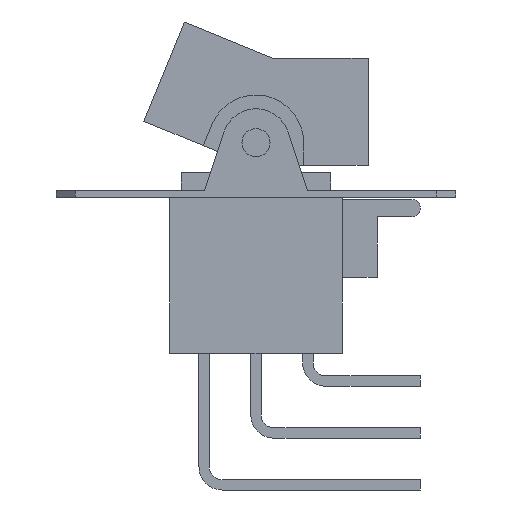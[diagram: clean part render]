
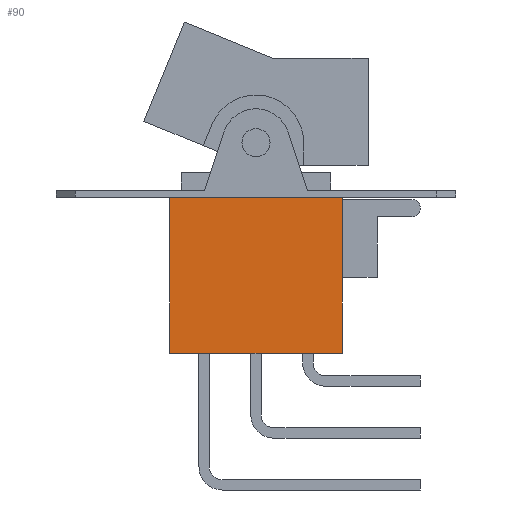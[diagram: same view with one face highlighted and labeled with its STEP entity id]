
A CAD part, left-side view. The second image highlights one B-rep face of the part: STEP entity #90.
In plain terms, the highlighted planar face has unit normal (-1, 0, 0).
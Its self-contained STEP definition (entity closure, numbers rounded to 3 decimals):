
#90=ADVANCED_FACE('',(#238),#239,.F.);
#238=FACE_OUTER_BOUND('',#441,.T.);
#239=PLANE('',#442);
#441=EDGE_LOOP('',(#932,#933,#934,#935));
#442=AXIS2_PLACEMENT_3D('',#936,#937,#938);
#932=ORIENTED_EDGE('',*,*,#1471,.F.);
#933=ORIENTED_EDGE('',*,*,#1472,.F.);
#934=ORIENTED_EDGE('',*,*,#1473,.F.);
#935=ORIENTED_EDGE('',*,*,#1392,.F.);
#936=CARTESIAN_POINT('',(-3.43,0.0,0.0));
#937=DIRECTION('',(1.0,0.0,0.0));
#938=DIRECTION('',(0.0,1.0,-0.0));
#1392=EDGE_CURVE('',#1692,#1687,#1694,.T.);
#1471=EDGE_CURVE('',#1813,#1692,#1814,.T.);
#1472=EDGE_CURVE('',#1815,#1813,#1816,.T.);
#1473=EDGE_CURVE('',#1687,#1815,#1817,.T.);
#1687=VERTEX_POINT('',#2145);
#1692=VERTEX_POINT('',#2152);
#1694=LINE('',#2155,#2156);
#1813=VERTEX_POINT('',#2341);
#1814=LINE('',#2342,#2343);
#1815=VERTEX_POINT('',#2344);
#1816=LINE('',#2345,#2346);
#1817=LINE('',#2347,#2348);
#2145=CARTESIAN_POINT('',(-3.43,-6.35,-0.508));
#2152=CARTESIAN_POINT('',(-3.43,6.35,-0.508));
#2155=CARTESIAN_POINT('',(-3.43,6.35,-0.508));
#2156=VECTOR('',#2728,12.7);
#2341=CARTESIAN_POINT('',(-3.43,6.35,-11.958));
#2342=CARTESIAN_POINT('',(-3.43,6.35,-11.958));
#2343=VECTOR('',#2831,11.45);
#2344=CARTESIAN_POINT('',(-3.43,-6.35,-11.958));
#2345=CARTESIAN_POINT('',(-3.43,-6.35,-11.958));
#2346=VECTOR('',#2832,12.7);
#2347=CARTESIAN_POINT('',(-3.43,-6.35,-0.508));
#2348=VECTOR('',#2833,11.45);
#2728=DIRECTION('',(0.0,-1.0,0.0));
#2831=DIRECTION('',(0.0,0.0,1.0));
#2832=DIRECTION('',(0.0,1.0,0.0));
#2833=DIRECTION('',(0.0,0.0,-1.0));
